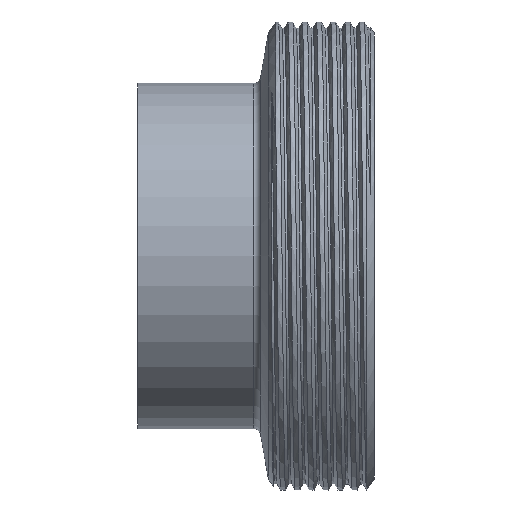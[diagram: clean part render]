
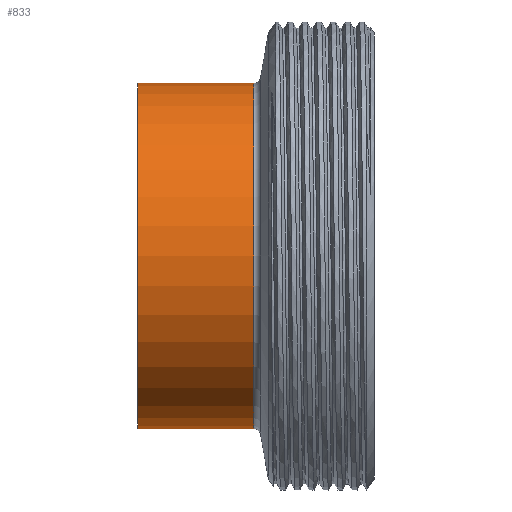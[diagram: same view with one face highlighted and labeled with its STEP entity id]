
A CAD part, front view. The second image highlights one B-rep face of the part: STEP entity #833.
In plain terms, the highlighted cylindrical face has radius 24.15 mm (diameter 48.3 mm), a partial arc.
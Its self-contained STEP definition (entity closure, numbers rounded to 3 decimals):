
#124 = DIRECTION ( 'NONE',  ( 0., 0., 1. ) ) ;
#704 = CARTESIAN_POINT ( 'NONE',  ( 1.975, -18.898, -24.15 ) ) ;
#710 = CARTESIAN_POINT ( 'NONE',  ( -16.647, -18.898, 0. ) ) ;
#833 = ADVANCED_FACE ( 'NONE', ( #4552 ), #5471, .T. ) ;
#960 = AXIS2_PLACEMENT_3D ( 'NONE', #3950, #2611, #124 ) ;
#1047 = CARTESIAN_POINT ( 'NONE',  ( -16.647, -18.898, -24.15 ) ) ;
#1069 = VERTEX_POINT ( 'NONE', #4237 ) ;
#1082 = EDGE_CURVE ( 'NONE', #2739, #5472, #4691, .T. ) ;
#1089 = DIRECTION ( 'NONE',  ( -1., 0., 0. ) ) ;
#1326 = CIRCLE ( 'NONE', #2488, 24.15 ) ;
#1416 = AXIS2_PLACEMENT_3D ( 'NONE', #710, #1089, #4122 ) ;
#2139 = EDGE_LOOP ( 'NONE', ( #4148, #4553, #5035, #5055 ) ) ;
#2297 = DIRECTION ( 'NONE',  ( -1., 0., 0. ) ) ;
#2446 = VERTEX_POINT ( 'NONE', #704 ) ;
#2488 = AXIS2_PLACEMENT_3D ( 'NONE', #5249, #4862, #2729 ) ;
#2611 = DIRECTION ( 'NONE',  ( -1., 0., 0. ) ) ;
#2729 = DIRECTION ( 'NONE',  ( 0., 0., 1. ) ) ;
#2739 = VERTEX_POINT ( 'NONE', #3833 ) ;
#2747 = CARTESIAN_POINT ( 'NONE',  ( -16.647, -18.898, 24.15 ) ) ;
#3128 = EDGE_CURVE ( 'NONE', #1069, #5472, #1326, .T. ) ;
#3469 = CARTESIAN_POINT ( 'NONE',  ( -14.185, -18.898, 24.15 ) ) ;
#3668 = DIRECTION ( 'NONE',  ( -1., 0., 0. ) ) ;
#3833 = CARTESIAN_POINT ( 'NONE',  ( 1.975, -18.898, 24.15 ) ) ;
#3897 = VECTOR ( 'NONE', #2297, 1000. ) ;
#3950 = CARTESIAN_POINT ( 'NONE',  ( 1.975, -18.898, 0. ) ) ;
#3974 = LINE ( 'NONE', #1047, #3897 ) ;
#4122 = DIRECTION ( 'NONE',  ( 0., 0., 1. ) ) ;
#4148 = ORIENTED_EDGE ( 'NONE', *, *, #5140, .F. ) ;
#4237 = CARTESIAN_POINT ( 'NONE',  ( -14.185, -18.898, -24.15 ) ) ;
#4355 = VECTOR ( 'NONE', #3668, 1000. ) ;
#4552 = FACE_OUTER_BOUND ( 'NONE', #2139, .T. ) ;
#4553 = ORIENTED_EDGE ( 'NONE', *, *, #4838, .T. ) ;
#4691 = LINE ( 'NONE', #2747, #4355 ) ;
#4695 = CIRCLE ( 'NONE', #960, 24.15 ) ;
#4838 = EDGE_CURVE ( 'NONE', #2446, #2739, #4695, .T. ) ;
#4862 = DIRECTION ( 'NONE',  ( -1., 0., 0. ) ) ;
#5035 = ORIENTED_EDGE ( 'NONE', *, *, #1082, .T. ) ;
#5055 = ORIENTED_EDGE ( 'NONE', *, *, #3128, .F. ) ;
#5140 = EDGE_CURVE ( 'NONE', #2446, #1069, #3974, .T. ) ;
#5249 = CARTESIAN_POINT ( 'NONE',  ( -14.185, -18.898, 0. ) ) ;
#5471 = CYLINDRICAL_SURFACE ( 'NONE', #1416, 24.15 ) ;
#5472 = VERTEX_POINT ( 'NONE', #3469 ) ;
